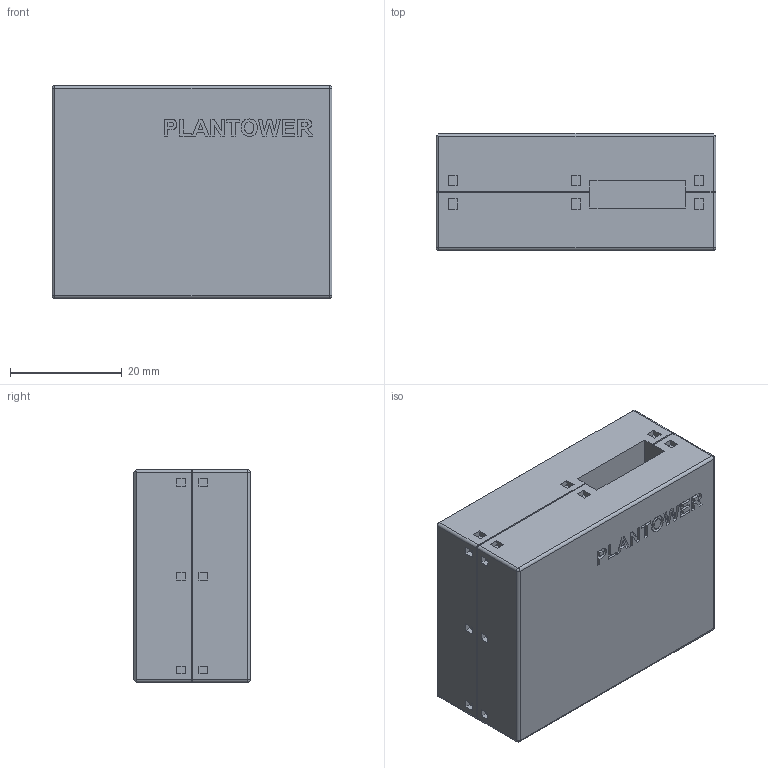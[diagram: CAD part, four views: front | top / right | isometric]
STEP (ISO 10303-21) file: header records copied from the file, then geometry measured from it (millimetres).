
FILE_DESCRIPTION(/* description */ (''),/* implementation_level */ '2;1');
FILE_NAME(/* name */ 'PMS5003Case.step',/* time_stamp */ '2024-03-26T14:29:08+01:00',/* author */ (''),/* organization */ (''),/* preprocessor_version */ 'ST-DEVELOPER v20',/* originating_system */ 'Autodesk Translation Framework v12.20.1.177',/* authorisation */ '');
FILE_SCHEMA (('AUTOMOTIVE_DESIGN { 1 0 10303 214 3 1 1 }'));
Length unit declared in the file: millimetre
Products named in the file (1): PMS5003Case
Bounding box: 50 x 20.9 x 38 mm (x, y, z)
Volume: 38335.2 mm3; surface area: 8595.7 mm2
Topology: 1 solids, 1 shells, 345 faces, 882 edges, 584 vertices
Faces by surface type: plane 254, bspline 47, cylinder 40, sphere 4
Full cylindrical faces by diameter (mm): 2.5 x4
Entity records: 10787 total; most frequent: CARTESIAN_POINT 2611, ORIENTED_EDGE 1764, DIRECTION 1470, EDGE_CURVE 882, LINE 704, VECTOR 704, VERTEX_POINT 584, EDGE_LOOP 390
